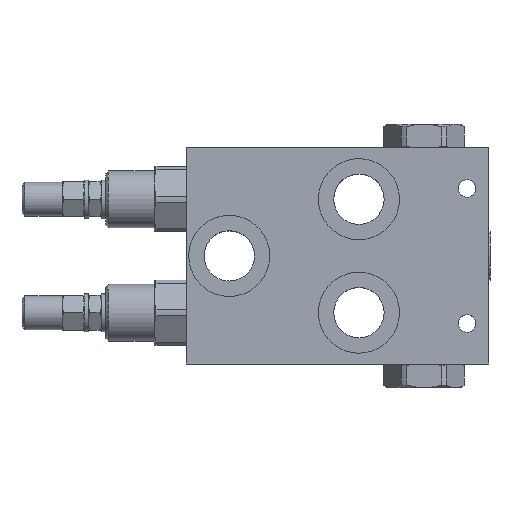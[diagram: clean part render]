
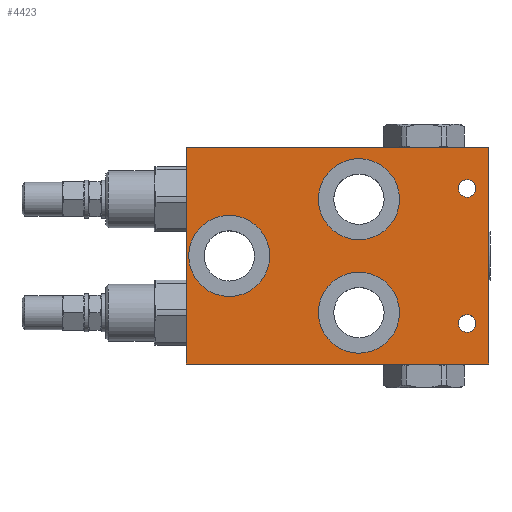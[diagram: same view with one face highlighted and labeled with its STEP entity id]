
A CAD part, top view. The second image highlights one B-rep face of the part: STEP entity #4423.
In plain terms, the highlighted planar face has unit normal (0, 0, 1).
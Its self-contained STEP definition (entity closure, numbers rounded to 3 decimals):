
#285=LINE('',#5921,#399);
#286=LINE('',#5924,#400);
#287=LINE('',#5926,#401);
#288=LINE('',#5928,#402);
#399=VECTOR('',#5039,1000.);
#400=VECTOR('',#5040,1000.);
#401=VECTOR('',#5041,1000.);
#402=VECTOR('',#5042,1000.);
#513=ORIENTED_EDGE('',*,*,#1373,.T.);
#514=ORIENTED_EDGE('',*,*,#1374,.T.);
#515=ORIENTED_EDGE('',*,*,#1375,.T.);
#516=ORIENTED_EDGE('',*,*,#1376,.T.);
#517=ORIENTED_EDGE('',*,*,#1377,.T.);
#518=ORIENTED_EDGE('',*,*,#1378,.F.);
#519=ORIENTED_EDGE('',*,*,#1379,.F.);
#520=ORIENTED_EDGE('',*,*,#1380,.F.);
#521=ORIENTED_EDGE('',*,*,#1381,.F.);
#1373=EDGE_CURVE('',#1803,#1803,#2091,.T.);
#1374=EDGE_CURVE('',#1804,#1804,#2092,.T.);
#1375=EDGE_CURVE('',#1805,#1805,#2093,.T.);
#1376=EDGE_CURVE('',#1806,#1806,#2094,.T.);
#1377=EDGE_CURVE('',#1807,#1807,#2095,.T.);
#1378=EDGE_CURVE('',#1808,#1809,#285,.T.);
#1379=EDGE_CURVE('',#1810,#1808,#286,.T.);
#1380=EDGE_CURVE('',#1811,#1810,#287,.T.);
#1381=EDGE_CURVE('',#1809,#1811,#288,.T.);
#1803=VERTEX_POINT('',#5912);
#1804=VERTEX_POINT('',#5914);
#1805=VERTEX_POINT('',#5916);
#1806=VERTEX_POINT('',#5918);
#1807=VERTEX_POINT('',#5920);
#1808=VERTEX_POINT('',#5922);
#1809=VERTEX_POINT('',#5923);
#1810=VERTEX_POINT('',#5925);
#1811=VERTEX_POINT('',#5927);
#2091=CIRCLE('',#4642,15.);
#2092=CIRCLE('',#4643,15.);
#2093=CIRCLE('',#4644,3.25);
#2094=CIRCLE('',#4645,3.25);
#2095=CIRCLE('',#4646,15.);
#2263=EDGE_LOOP('',(#513));
#2264=EDGE_LOOP('',(#514));
#2265=EDGE_LOOP('',(#515));
#2266=EDGE_LOOP('',(#516));
#2267=EDGE_LOOP('',(#517));
#2268=EDGE_LOOP('',(#518,#519,#520,#521));
#2553=FACE_BOUND('',#2263,.T.);
#2554=FACE_BOUND('',#2264,.T.);
#2555=FACE_BOUND('',#2265,.T.);
#2556=FACE_BOUND('',#2266,.T.);
#2557=FACE_BOUND('',#2267,.T.);
#2558=FACE_BOUND('',#2268,.T.);
#2843=PLANE('',#4641);
#4423=ADVANCED_FACE('',(#2553,#2554,#2555,#2556,#2557,#2558),#2843,.T.);
#4641=AXIS2_PLACEMENT_3D('',#5910,#5027,#5028);
#4642=AXIS2_PLACEMENT_3D('',#5911,#5029,#5030);
#4643=AXIS2_PLACEMENT_3D('',#5913,#5031,#5032);
#4644=AXIS2_PLACEMENT_3D('',#5915,#5033,#5034);
#4645=AXIS2_PLACEMENT_3D('',#5917,#5035,#5036);
#4646=AXIS2_PLACEMENT_3D('',#5919,#5037,#5038);
#5027=DIRECTION('',(0.,0.,1.));
#5028=DIRECTION('',(1.,0.,0.));
#5029=DIRECTION('',(0.,0.,-1.));
#5030=DIRECTION('',(1.,0.,0.));
#5031=DIRECTION('',(0.,0.,-1.));
#5032=DIRECTION('',(1.,0.,0.));
#5033=DIRECTION('',(0.,0.,-1.));
#5034=DIRECTION('',(1.,0.,0.));
#5035=DIRECTION('',(0.,0.,-1.));
#5036=DIRECTION('',(1.,0.,0.));
#5037=DIRECTION('',(0.,0.,-1.));
#5038=DIRECTION('',(1.,0.,0.));
#5039=DIRECTION('',(0.,1.,0.));
#5040=DIRECTION('',(-1.,0.,0.));
#5041=DIRECTION('',(0.,-1.,0.));
#5042=DIRECTION('',(1.,0.,0.));
#5910=CARTESIAN_POINT('',(44.3,20.,35.));
#5911=CARTESIAN_POINT('',(52.3,-1.,35.));
#5912=CARTESIAN_POINT('',(67.3,-1.,35.));
#5913=CARTESIAN_POINT('',(4.3,20.,35.));
#5914=CARTESIAN_POINT('',(19.3,20.,35.));
#5915=CARTESIAN_POINT('',(92.3,-5.,35.));
#5916=CARTESIAN_POINT('',(95.55,-5.,35.));
#5917=CARTESIAN_POINT('',(92.3,45.,35.));
#5918=CARTESIAN_POINT('',(95.55,45.,35.));
#5919=CARTESIAN_POINT('',(52.3,41.,35.));
#5920=CARTESIAN_POINT('',(67.3,41.,35.));
#5921=CARTESIAN_POINT('',(-11.7,-20.,35.));
#5922=CARTESIAN_POINT('',(-11.7,-20.,35.));
#5923=CARTESIAN_POINT('',(-11.7,60.,35.));
#5924=CARTESIAN_POINT('',(100.3,-20.,35.));
#5925=CARTESIAN_POINT('',(100.3,-20.,35.));
#5926=CARTESIAN_POINT('',(100.3,60.,35.));
#5927=CARTESIAN_POINT('',(100.3,60.,35.));
#5928=CARTESIAN_POINT('',(-11.7,60.,35.));
